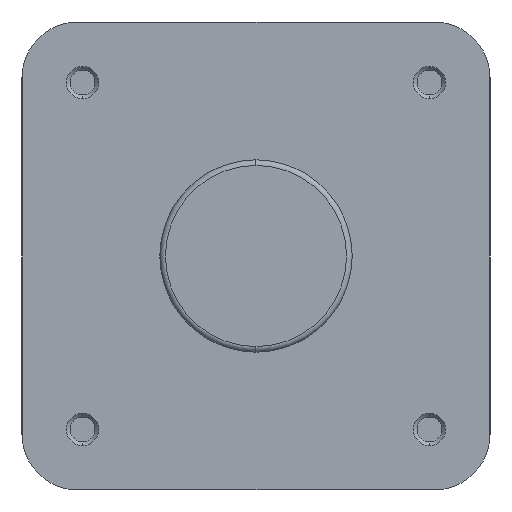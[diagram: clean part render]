
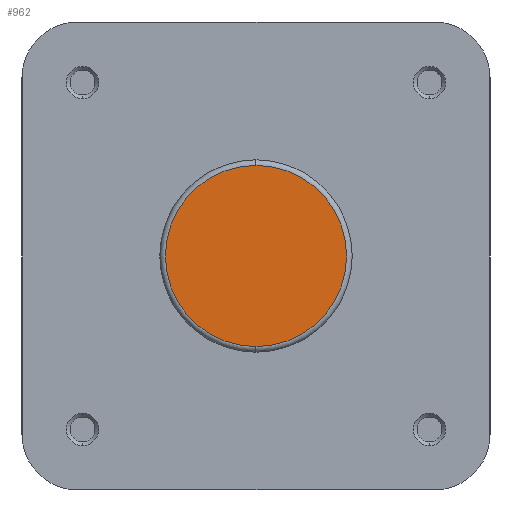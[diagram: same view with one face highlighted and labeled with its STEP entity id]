
A CAD part, left-side view. The second image highlights one B-rep face of the part: STEP entity #962.
In plain terms, the highlighted planar face has unit normal (-1, 0, 0).
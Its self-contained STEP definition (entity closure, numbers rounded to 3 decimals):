
#612 = VERTEX_POINT ( 'NONE', #4561 ) ;
#632 = VERTEX_POINT ( 'NONE', #4581 ) ;
#962 = ADVANCED_FACE ( 'NONE', ( #5648 ), #4970, .F. ) ;
#1540 = EDGE_CURVE ( 'NONE', #612, #632, #6284, .T. ) ;
#1569 = EDGE_CURVE ( 'NONE', #632, #612, #6323, .T. ) ;
#1778 = AXIS2_PLACEMENT_3D ( 'NONE', #4969, #4972, #4973 ) ;
#2052 = AXIS2_PLACEMENT_3D ( 'NONE', #2838, #2849, #2850 ) ;
#2065 = AXIS2_PLACEMENT_3D ( 'NONE', #2923, #2925, #2926 ) ;
#2838 = CARTESIAN_POINT ( 'NONE',  ( 0., 0., 0. ) ) ;
#2849 = DIRECTION ( 'NONE',  ( -1., 0., 0. ) ) ;
#2850 = DIRECTION ( 'NONE',  ( 0., 0., -1. ) ) ;
#2923 = CARTESIAN_POINT ( 'NONE',  ( 0., 0., 0. ) ) ;
#2925 = DIRECTION ( 'NONE',  ( -1., 0., 0. ) ) ;
#2926 = DIRECTION ( 'NONE',  ( 0., 0., -1. ) ) ;
#3389 = EDGE_LOOP ( 'NONE', ( #4087, #4086 ) ) ;
#4086 = ORIENTED_EDGE ( 'NONE', *, *, #1569, .T. ) ;
#4087 = ORIENTED_EDGE ( 'NONE', *, *, #1540, .T. ) ;
#4561 = CARTESIAN_POINT ( 'NONE',  ( 0., 0., -24.4 ) ) ;
#4581 = CARTESIAN_POINT ( 'NONE',  ( 0., 0., 24.4 ) ) ;
#4969 = CARTESIAN_POINT ( 'NONE',  ( 0., 0., 0. ) ) ;
#4970 = PLANE ( 'NONE',  #1778 ) ;
#4972 = DIRECTION ( 'NONE',  ( 1., 0., 0. ) ) ;
#4973 = DIRECTION ( 'NONE',  ( 0., 0., -1. ) ) ;
#5648 = FACE_OUTER_BOUND ( 'NONE', #3389, .T. ) ;
#6284 = CIRCLE ( 'NONE', #2052, 24.4 ) ;
#6323 = CIRCLE ( 'NONE', #2065, 24.4 ) ;
